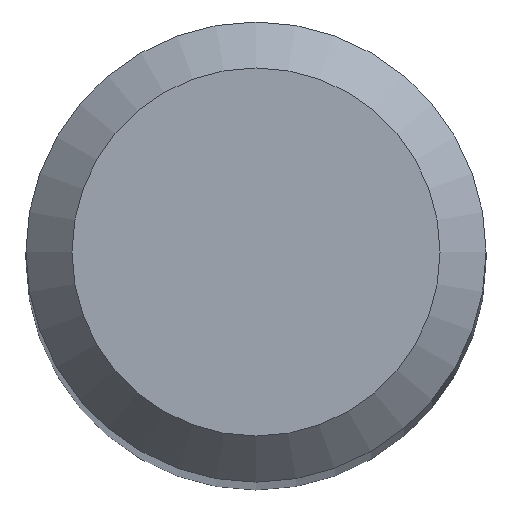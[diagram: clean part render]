
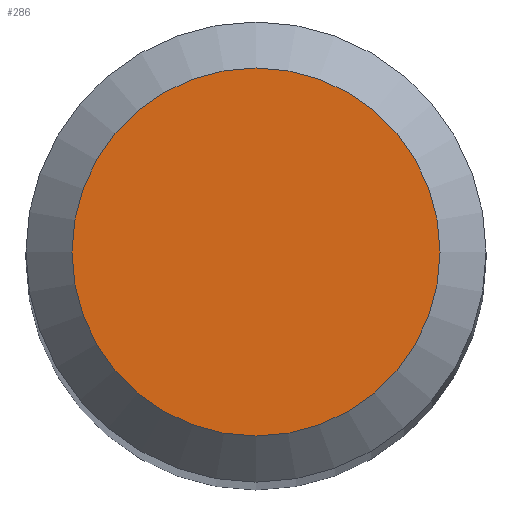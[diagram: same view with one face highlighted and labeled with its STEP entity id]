
A CAD part, top view. The second image highlights one B-rep face of the part: STEP entity #286.
In plain terms, the highlighted planar face has unit normal (0, 0, 1).
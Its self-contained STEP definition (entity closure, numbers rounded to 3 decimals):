
#28 = VERTEX_POINT ( 'NONE', #34 ) ;
#34 = CARTESIAN_POINT ( 'NONE',  ( 0., 1.2, 50. ) ) ;
#61 = EDGE_LOOP ( 'NONE', ( #165 ) ) ;
#114 = CARTESIAN_POINT ( 'NONE',  ( 0., 0., 50. ) ) ;
#141 = CARTESIAN_POINT ( 'NONE',  ( 0., 0., 50. ) ) ;
#147 = EDGE_CURVE ( 'NONE', #28, #28, #230, .T. ) ;
#156 = DIRECTION ( 'NONE',  ( 0., 1., 0. ) ) ;
#165 = ORIENTED_EDGE ( 'NONE', *, *, #147, .F. ) ;
#176 = DIRECTION ( 'NONE',  ( 0., 0., -1. ) ) ;
#190 = DIRECTION ( 'NONE',  ( 0., 0., -1. ) ) ;
#208 = AXIS2_PLACEMENT_3D ( 'NONE', #141, #190, #216 ) ;
#212 = AXIS2_PLACEMENT_3D ( 'NONE', #114, #176, #156 ) ;
#216 = DIRECTION ( 'NONE',  ( 0., 1., 0. ) ) ;
#230 = CIRCLE ( 'NONE', #212, 1.2 ) ;
#257 = PLANE ( 'NONE',  #208 ) ;
#258 = FACE_OUTER_BOUND ( 'NONE', #61, .T. ) ;
#286 = ADVANCED_FACE ( 'NONE', ( #258 ), #257, .F. ) ;
